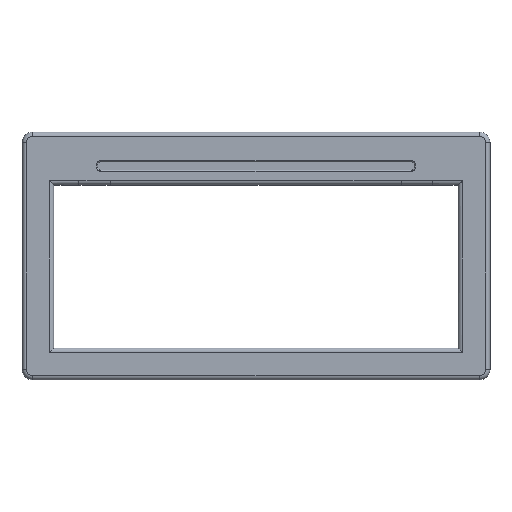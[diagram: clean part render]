
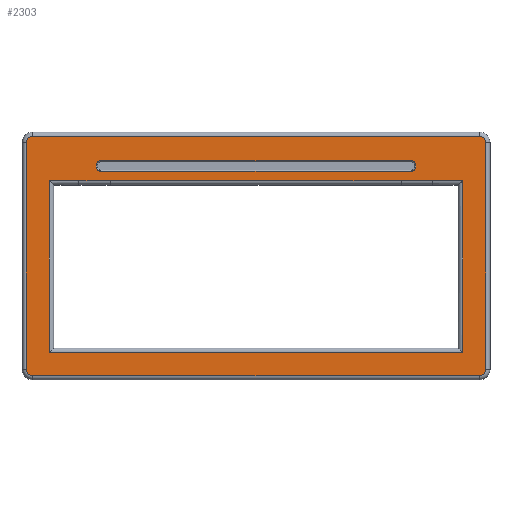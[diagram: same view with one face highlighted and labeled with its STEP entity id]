
A CAD part, top view. The second image highlights one B-rep face of the part: STEP entity #2303.
In plain terms, the highlighted planar face has unit normal (0, 0, 1).
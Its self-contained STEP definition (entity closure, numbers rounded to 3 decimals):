
#68=FACE_BOUND('',#526,.T.);
#69=FACE_BOUND('',#527,.T.);
#150=CIRCLE('',#2540,3.);
#151=CIRCLE('',#2541,3.);
#152=CIRCLE('',#2542,3.);
#153=CIRCLE('',#2543,3.);
#154=CIRCLE('',#2544,2.);
#155=CIRCLE('',#2545,2.);
#156=CIRCLE('',#2546,2.);
#157=CIRCLE('',#2547,2.);
#267=PLANE('',#2539);
#369=FACE_OUTER_BOUND('',#525,.T.);
#525=EDGE_LOOP('',(#1837,#1838,#1839,#1840,#1841,#1842,#1843,#1844));
#526=EDGE_LOOP('',(#1845,#1846,#1847,#1848,#1849,#1850,#1851,#1852));
#527=EDGE_LOOP('',(#1853,#1854,#1855,#1856,#1857,#1858,#1859,#1860));
#684=LINE('',#4734,#834);
#685=LINE('',#4738,#835);
#686=LINE('',#4742,#836);
#690=LINE('',#4753,#840);
#691=LINE('',#4757,#841);
#692=LINE('',#4761,#842);
#693=LINE('',#4765,#843);
#694=LINE('',#4768,#844);
#695=LINE('',#4770,#845);
#696=LINE('',#4772,#846);
#697=LINE('',#4774,#847);
#698=LINE('',#4775,#848);
#699=LINE('',#4778,#849);
#700=LINE('',#4782,#850);
#701=LINE('',#4786,#851);
#702=LINE('',#4790,#852);
#834=VECTOR('',#3034,10.);
#835=VECTOR('',#3039,10.);
#836=VECTOR('',#3044,10.);
#840=VECTOR('',#3054,10.);
#841=VECTOR('',#3057,10.);
#842=VECTOR('',#3060,10.);
#843=VECTOR('',#3063,10.);
#844=VECTOR('',#3066,10.);
#845=VECTOR('',#3067,10.);
#846=VECTOR('',#3068,10.);
#847=VECTOR('',#3069,10.);
#848=VECTOR('',#3070,10.);
#849=VECTOR('',#3071,10.);
#850=VECTOR('',#3074,10.);
#851=VECTOR('',#3077,10.);
#852=VECTOR('',#3080,10.);
#1051=VERTEX_POINT('',#4731);
#1052=VERTEX_POINT('',#4733);
#1053=VERTEX_POINT('',#4737);
#1054=VERTEX_POINT('',#4741);
#1057=VERTEX_POINT('',#4751);
#1058=VERTEX_POINT('',#4752);
#1059=VERTEX_POINT('',#4754);
#1060=VERTEX_POINT('',#4756);
#1061=VERTEX_POINT('',#4758);
#1062=VERTEX_POINT('',#4760);
#1063=VERTEX_POINT('',#4762);
#1064=VERTEX_POINT('',#4764);
#1065=VERTEX_POINT('',#4767);
#1066=VERTEX_POINT('',#4769);
#1067=VERTEX_POINT('',#4771);
#1068=VERTEX_POINT('',#4773);
#1069=VERTEX_POINT('',#4776);
#1070=VERTEX_POINT('',#4777);
#1071=VERTEX_POINT('',#4779);
#1072=VERTEX_POINT('',#4781);
#1073=VERTEX_POINT('',#4783);
#1074=VERTEX_POINT('',#4785);
#1075=VERTEX_POINT('',#4787);
#1076=VERTEX_POINT('',#4789);
#1329=EDGE_CURVE('',#1051,#1052,#684,.T.);
#1331=EDGE_CURVE('',#1052,#1053,#685,.T.);
#1333=EDGE_CURVE('',#1053,#1054,#686,.T.);
#1338=EDGE_CURVE('',#1057,#1058,#690,.T.);
#1339=EDGE_CURVE('',#1059,#1057,#150,.T.);
#1340=EDGE_CURVE('',#1060,#1059,#691,.T.);
#1341=EDGE_CURVE('',#1061,#1060,#151,.T.);
#1342=EDGE_CURVE('',#1062,#1061,#692,.T.);
#1343=EDGE_CURVE('',#1063,#1062,#152,.T.);
#1344=EDGE_CURVE('',#1064,#1063,#693,.T.);
#1345=EDGE_CURVE('',#1058,#1064,#153,.T.);
#1346=EDGE_CURVE('',#1065,#1051,#694,.T.);
#1347=EDGE_CURVE('',#1066,#1065,#695,.T.);
#1348=EDGE_CURVE('',#1067,#1066,#696,.T.);
#1349=EDGE_CURVE('',#1068,#1067,#697,.T.);
#1350=EDGE_CURVE('',#1054,#1068,#698,.T.);
#1351=EDGE_CURVE('',#1069,#1070,#699,.T.);
#1352=EDGE_CURVE('',#1071,#1069,#154,.T.);
#1353=EDGE_CURVE('',#1072,#1071,#700,.T.);
#1354=EDGE_CURVE('',#1073,#1072,#155,.T.);
#1355=EDGE_CURVE('',#1074,#1073,#701,.T.);
#1356=EDGE_CURVE('',#1075,#1074,#156,.T.);
#1357=EDGE_CURVE('',#1076,#1075,#702,.T.);
#1358=EDGE_CURVE('',#1070,#1076,#157,.T.);
#1837=ORIENTED_EDGE('',*,*,#1338,.F.);
#1838=ORIENTED_EDGE('',*,*,#1339,.F.);
#1839=ORIENTED_EDGE('',*,*,#1340,.F.);
#1840=ORIENTED_EDGE('',*,*,#1341,.F.);
#1841=ORIENTED_EDGE('',*,*,#1342,.F.);
#1842=ORIENTED_EDGE('',*,*,#1343,.F.);
#1843=ORIENTED_EDGE('',*,*,#1344,.F.);
#1844=ORIENTED_EDGE('',*,*,#1345,.F.);
#1845=ORIENTED_EDGE('',*,*,#1346,.F.);
#1846=ORIENTED_EDGE('',*,*,#1347,.F.);
#1847=ORIENTED_EDGE('',*,*,#1348,.F.);
#1848=ORIENTED_EDGE('',*,*,#1349,.F.);
#1849=ORIENTED_EDGE('',*,*,#1350,.F.);
#1850=ORIENTED_EDGE('',*,*,#1333,.F.);
#1851=ORIENTED_EDGE('',*,*,#1331,.F.);
#1852=ORIENTED_EDGE('',*,*,#1329,.F.);
#1853=ORIENTED_EDGE('',*,*,#1351,.F.);
#1854=ORIENTED_EDGE('',*,*,#1352,.F.);
#1855=ORIENTED_EDGE('',*,*,#1353,.F.);
#1856=ORIENTED_EDGE('',*,*,#1354,.F.);
#1857=ORIENTED_EDGE('',*,*,#1355,.F.);
#1858=ORIENTED_EDGE('',*,*,#1356,.F.);
#1859=ORIENTED_EDGE('',*,*,#1357,.F.);
#1860=ORIENTED_EDGE('',*,*,#1358,.F.);
#2303=ADVANCED_FACE('',(#369,#68,#69),#267,.T.);
#2539=AXIS2_PLACEMENT_3D('',#4750,#3052,#3053);
#2540=AXIS2_PLACEMENT_3D('',#4755,#3055,#3056);
#2541=AXIS2_PLACEMENT_3D('',#4759,#3058,#3059);
#2542=AXIS2_PLACEMENT_3D('',#4763,#3061,#3062);
#2543=AXIS2_PLACEMENT_3D('',#4766,#3064,#3065);
#2544=AXIS2_PLACEMENT_3D('',#4780,#3072,#3073);
#2545=AXIS2_PLACEMENT_3D('',#4784,#3075,#3076);
#2546=AXIS2_PLACEMENT_3D('',#4788,#3078,#3079);
#2547=AXIS2_PLACEMENT_3D('',#4791,#3081,#3082);
#3034=DIRECTION('',(0.,-1.,0.));
#3039=DIRECTION('',(1.,0.,0.));
#3044=DIRECTION('',(0.,1.,0.));
#3052=DIRECTION('center_axis',(0.,0.,1.));
#3053=DIRECTION('ref_axis',(1.,0.,0.));
#3054=DIRECTION('',(-1.,0.,0.));
#3055=DIRECTION('center_axis',(0.,0.,-1.));
#3056=DIRECTION('ref_axis',(0.707,-0.707,0.));
#3057=DIRECTION('',(0.,-1.,0.));
#3058=DIRECTION('center_axis',(0.,0.,-1.));
#3059=DIRECTION('ref_axis',(0.707,0.707,0.));
#3060=DIRECTION('',(1.,0.,0.));
#3061=DIRECTION('center_axis',(0.,0.,-1.));
#3062=DIRECTION('ref_axis',(-0.707,0.707,0.));
#3063=DIRECTION('',(0.,1.,0.));
#3064=DIRECTION('center_axis',(0.,0.,-1.));
#3065=DIRECTION('ref_axis',(-0.707,-0.707,0.));
#3066=DIRECTION('',(-1.,0.,0.));
#3067=DIRECTION('',(-1.,0.,0.));
#3068=DIRECTION('',(-1.,0.,0.));
#3069=DIRECTION('',(-1.,0.,0.));
#3070=DIRECTION('',(-1.,0.,0.));
#3071=DIRECTION('',(0.,1.,0.));
#3072=DIRECTION('center_axis',(0.,0.,1.));
#3073=DIRECTION('ref_axis',(0.707,-0.707,0.));
#3074=DIRECTION('',(1.,0.,0.));
#3075=DIRECTION('center_axis',(0.,0.,1.));
#3076=DIRECTION('ref_axis',(-0.707,-0.707,0.));
#3077=DIRECTION('',(0.,-1.,0.));
#3078=DIRECTION('center_axis',(0.,0.,1.));
#3079=DIRECTION('ref_axis',(-0.707,0.707,0.));
#3080=DIRECTION('',(-1.,0.,0.));
#3081=DIRECTION('center_axis',(0.,0.,1.));
#3082=DIRECTION('ref_axis',(0.707,0.707,0.));
#4731=CARTESIAN_POINT('',(16.437,135.285,20.));
#4733=CARTESIAN_POINT('',(16.437,54.085,20.));
#4734=CARTESIAN_POINT('',(16.437,77.885,20.));
#4737=CARTESIAN_POINT('',(211.937,54.085,20.));
#4738=CARTESIAN_POINT('',(162.062,54.085,20.));
#4741=CARTESIAN_POINT('',(211.937,135.285,20.));
#4742=CARTESIAN_POINT('',(211.937,77.885,20.));
#4750=CARTESIAN_POINT('Origin',(114.187,99.685,20.));
#4751=CARTESIAN_POINT('',(219.937,43.085,20.));
#4752=CARTESIAN_POINT('',(8.437,43.085,20.));
#4753=CARTESIAN_POINT('',(58.812,43.085,20.));
#4754=CARTESIAN_POINT('',(222.937,46.085,20.));
#4755=CARTESIAN_POINT('Origin',(219.937,46.085,20.));
#4756=CARTESIAN_POINT('',(222.937,153.285,20.));
#4757=CARTESIAN_POINT('',(222.937,70.385,20.));
#4758=CARTESIAN_POINT('',(219.937,156.285,20.));
#4759=CARTESIAN_POINT('Origin',(219.937,153.285,20.));
#4760=CARTESIAN_POINT('',(8.437,156.285,20.));
#4761=CARTESIAN_POINT('',(169.562,156.285,20.));
#4762=CARTESIAN_POINT('',(5.437,153.285,20.));
#4763=CARTESIAN_POINT('Origin',(8.437,153.285,20.));
#4764=CARTESIAN_POINT('',(5.437,46.085,20.));
#4765=CARTESIAN_POINT('',(5.437,128.985,20.));
#4766=CARTESIAN_POINT('Origin',(8.437,46.085,20.));
#4767=CARTESIAN_POINT('',(30.388,135.285,20.));
#4768=CARTESIAN_POINT('',(66.312,135.285,20.));
#4769=CARTESIAN_POINT('',(45.175,135.285,20.));
#4770=CARTESIAN_POINT('',(72.287,135.285,20.));
#4771=CARTESIAN_POINT('',(182.888,135.285,20.));
#4772=CARTESIAN_POINT('',(79.681,135.285,20.));
#4773=CARTESIAN_POINT('',(197.675,135.285,20.));
#4774=CARTESIAN_POINT('',(148.537,135.285,20.));
#4775=CARTESIAN_POINT('',(155.931,135.285,20.));
#4776=CARTESIAN_POINT('',(189.687,141.785,20.));
#4777=CARTESIAN_POINT('',(189.687,142.785,20.));
#4778=CARTESIAN_POINT('',(189.687,121.235,20.));
#4779=CARTESIAN_POINT('',(187.687,139.785,20.));
#4780=CARTESIAN_POINT('Origin',(187.687,141.785,20.));
#4781=CARTESIAN_POINT('',(40.687,139.785,20.));
#4782=CARTESIAN_POINT('',(150.937,139.785,20.));
#4783=CARTESIAN_POINT('',(38.687,141.785,20.));
#4784=CARTESIAN_POINT('Origin',(40.687,141.785,20.));
#4785=CARTESIAN_POINT('',(38.687,142.785,20.));
#4786=CARTESIAN_POINT('',(38.687,120.735,20.));
#4787=CARTESIAN_POINT('',(40.687,144.785,20.));
#4788=CARTESIAN_POINT('Origin',(40.687,142.785,20.));
#4789=CARTESIAN_POINT('',(187.687,144.785,20.));
#4790=CARTESIAN_POINT('',(77.437,144.785,20.));
#4791=CARTESIAN_POINT('Origin',(187.687,142.785,20.));
